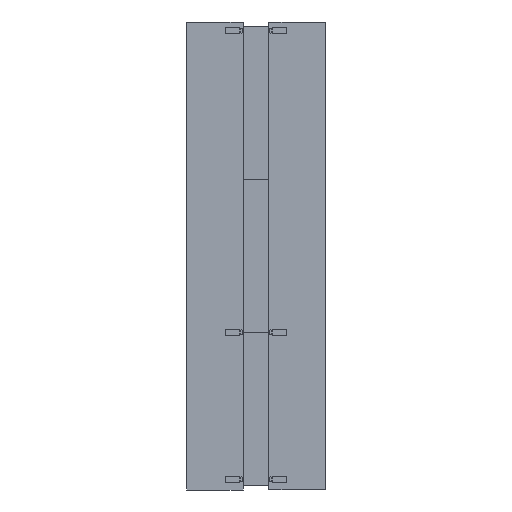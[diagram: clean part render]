
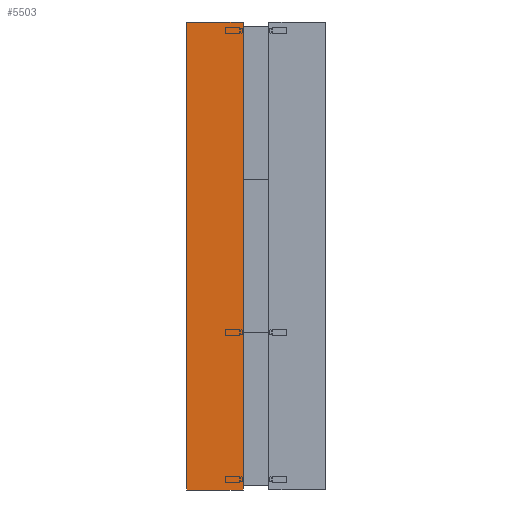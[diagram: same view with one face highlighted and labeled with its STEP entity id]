
A CAD part, front view. The second image highlights one B-rep face of the part: STEP entity #5503.
In plain terms, the highlighted planar face has unit normal (0, -1, 0).
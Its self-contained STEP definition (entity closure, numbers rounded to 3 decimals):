
#325 = EDGE_CURVE ( 'NONE', #1777, #8618, #17532, .T. ) ;
#1777 = VERTEX_POINT ( 'NONE', #11566 ) ;
#2337 = CARTESIAN_POINT ( 'NONE',  ( 1225., 0., -146.85 ) ) ;
#2804 = DIRECTION ( 'NONE',  ( 0., 0., 1. ) ) ;
#2820 = EDGE_LOOP ( 'NONE', ( #15417, #4868, #4982, #11163 ) ) ;
#2833 = DIRECTION ( 'NONE',  ( 0., 1., 0. ) ) ;
#2841 = CARTESIAN_POINT ( 'NONE',  ( 1225., 0., 146.85 ) ) ;
#2849 = DIRECTION ( 'NONE',  ( 0., 0., 1. ) ) ;
#3035 = VERTEX_POINT ( 'NONE', #6259 ) ;
#3061 = PLANE ( 'NONE',  #12267 ) ;
#3097 = DIRECTION ( 'NONE',  ( -1., 0., 0. ) ) ;
#3315 = CARTESIAN_POINT ( 'NONE',  ( 1225., 0., -146.85 ) ) ;
#4619 = CARTESIAN_POINT ( 'NONE',  ( -1225., 0., -146.85 ) ) ;
#4868 = ORIENTED_EDGE ( 'NONE', *, *, #7725, .T. ) ;
#4982 = ORIENTED_EDGE ( 'NONE', *, *, #12311, .T. ) ;
#5144 = DIRECTION ( 'NONE',  ( 0., 0., 1. ) ) ;
#5262 = CARTESIAN_POINT ( 'NONE',  ( 1225., 0., 146.85 ) ) ;
#5306 = DIRECTION ( 'NONE',  ( -1., 0., 0. ) ) ;
#5416 = EDGE_CURVE ( 'NONE', #3035, #1777, #13994, .T. ) ;
#5503 = ADVANCED_FACE ( 'NONE', ( #14396 ), #3061, .F. ) ;
#6199 = VECTOR ( 'NONE', #2849, 1000. ) ;
#6237 = VECTOR ( 'NONE', #5306, 1000. ) ;
#6259 = CARTESIAN_POINT ( 'NONE',  ( 1225., 0., -146.85 ) ) ;
#7725 = EDGE_CURVE ( 'NONE', #3035, #15531, #12637, .T. ) ;
#8618 = VERTEX_POINT ( 'NONE', #10635 ) ;
#9007 = LINE ( 'NONE', #5262, #6237 ) ;
#10317 = VECTOR ( 'NONE', #3097, 1000. ) ;
#10635 = CARTESIAN_POINT ( 'NONE',  ( -1225., 0., 146.85 ) ) ;
#10785 = VECTOR ( 'NONE', #5144, 1000. ) ;
#11163 = ORIENTED_EDGE ( 'NONE', *, *, #325, .F. ) ;
#11566 = CARTESIAN_POINT ( 'NONE',  ( -1225., 0., -146.85 ) ) ;
#12267 = AXIS2_PLACEMENT_3D ( 'NONE', #2841, #2833, #2804 ) ;
#12311 = EDGE_CURVE ( 'NONE', #15531, #8618, #9007, .T. ) ;
#12637 = LINE ( 'NONE', #2337, #6199 ) ;
#13202 = CARTESIAN_POINT ( 'NONE',  ( 1225., 0., 146.85 ) ) ;
#13994 = LINE ( 'NONE', #3315, #10317 ) ;
#14396 = FACE_OUTER_BOUND ( 'NONE', #2820, .T. ) ;
#15417 = ORIENTED_EDGE ( 'NONE', *, *, #5416, .F. ) ;
#15531 = VERTEX_POINT ( 'NONE', #13202 ) ;
#17532 = LINE ( 'NONE', #4619, #10785 ) ;
